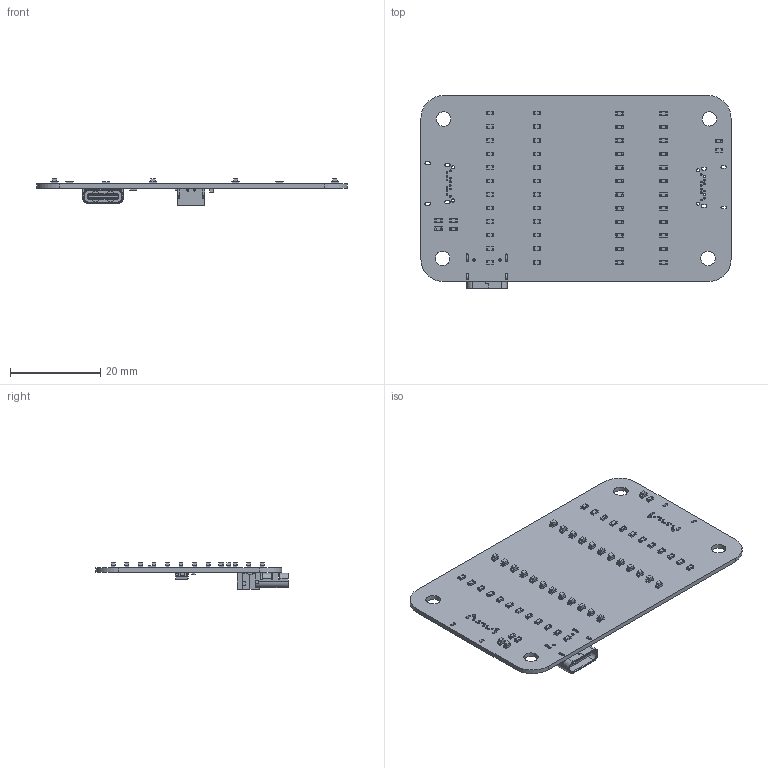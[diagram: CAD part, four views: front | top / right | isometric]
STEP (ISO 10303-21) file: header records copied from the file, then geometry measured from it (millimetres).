
FILE_DESCRIPTION(('KiCad electronic assembly'),'2;1');
FILE_NAME('USB-tester.step','2024-03-14T09:01:39',('Pcbnew'),('Kicad'), 'Open CASCADE STEP processor 7.7','KiCad to STEP converter','Unknown' );
FILE_SCHEMA(('AUTOMOTIVE_DESIGN { 1 0 10303 214 1 1 1 1 }'));
Length unit declared in the file: millimetre
Products named in the file (14): USB-tester 1; R_0603_1608Metric; LED_0603_1608Metric; SOT-23-6; SOT_23_6; C_0603_1608Metric; TYPE-C-31-M-12; S2B-ZR-SM4A-TF_LF__SN_; S2B-ZR-SM4A-TF(LF)(SN); USB-tester_PCB
Assembly tree (69 placements, depth 3):
  USB-tester 1
    R_0603_1608Metric  x30
      R_0603_1608Metric
    LED_0603_1608Metric  x27
      LED_0603_1608Metric
    SOT-23-6
      SOT_23_6
    C_0603_1608Metric  x2
      C_0603_1608Metric
    TYPE-C-31-M-12
      TYPE-C-31-M-12
    S2B-ZR-SM4A-TF_LF__SN_
      S2B-ZR-SM4A-TF(LF)(SN)
    USB-tester_PCB
Bounding box: 68.67 x 42.66 x 5.9 mm (x, y, z)
Volume: 3003.8 mm3; surface area: 6987.1 mm2
Topology: 110 solids, 110 shells, 3198 faces, 8308 edges, 5364 vertices
Faces by surface type: plane 2438, cylinder 698, bspline 34, cone 28
Full cylindrical faces by diameter (mm): 0.4 x24, 0.6 x2, 0.7 x4, 3.2 x4
Entity records: 35555 total; most frequent: CARTESIAN_POINT 6322, ORIENTED_EDGE 5612, DIRECTION 5486, EDGE_CURVE 2806, LINE 2206, VECTOR 2206, VERTEX_POINT 1804, AXIS2_PLACEMENT_3D 1640
